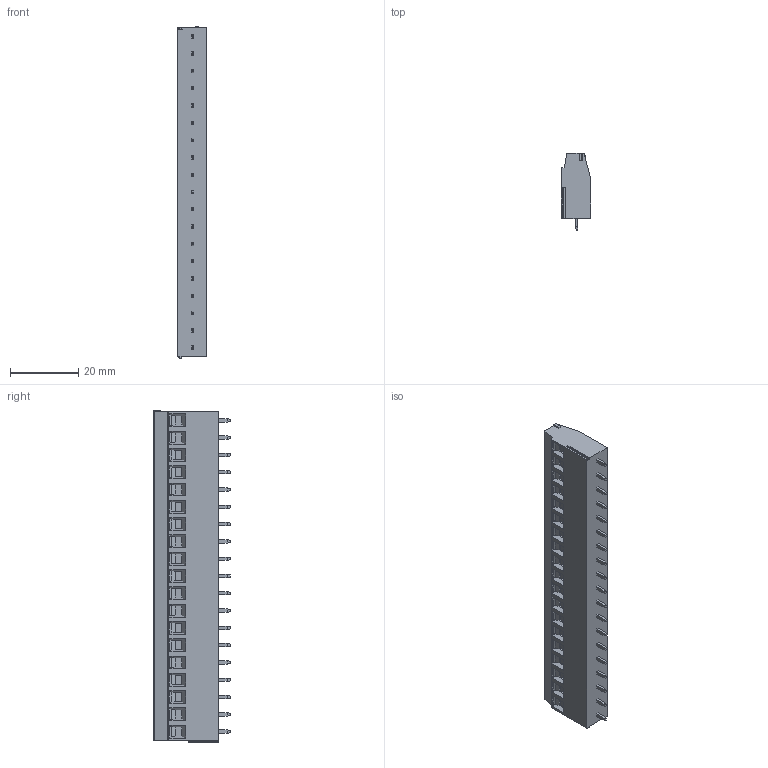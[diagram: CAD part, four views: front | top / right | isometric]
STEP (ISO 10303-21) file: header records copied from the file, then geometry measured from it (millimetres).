
FILE_DESCRIPTION((''),'2;1');
FILE_NAME('PRT0053','2025-01-17T',('yanfa'),(''),'PRO/ENGINEER BY PARAMETRIC TECHNOLOGY CORPORATION, 2009280','PRO/ENGINEER BY PARAMETRIC TECHNOLOGY CORPORATION, 2009280','');
FILE_SCHEMA(('AUTOMOTIVE_DESIGN_CC2 { 1 2 10303 214 -1 1 5 2 }'));
Length unit declared in the file: millimetre
Products named in the file (1): PRT0053
Bounding box: 8.6 x 22.6 x 97.52 mm (x, y, z)
Volume: 14073.7 mm3; surface area: 6469.1 mm2
Topology: 1 solids, 1 shells, 858 faces, 2074 edges, 1294 vertices
Faces by surface type: plane 519, cylinder 206, cone 76, torus 38, sphere 19
Entity records: 25284 total; most frequent: CARTESIAN_POINT 5157, ORIENTED_EDGE 4148, DIRECTION 4145, EDGE_CURVE 2074, VECTOR 1415, LINE 1415, AXIS2_PLACEMENT_3D 1365, VERTEX_POINT 1294
